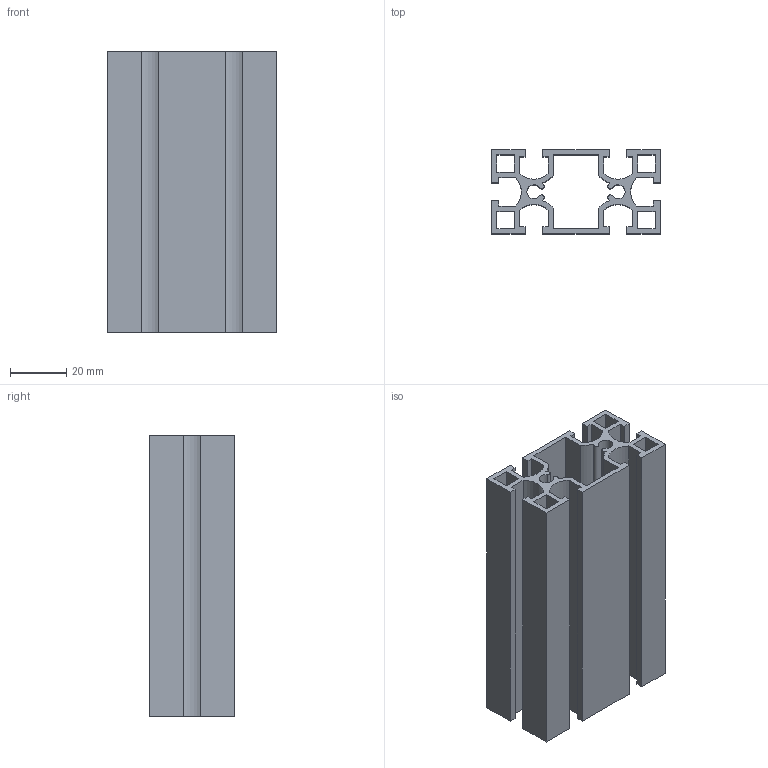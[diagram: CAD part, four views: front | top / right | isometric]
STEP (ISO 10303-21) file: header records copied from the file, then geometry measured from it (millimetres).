
FILE_DESCRIPTION((''),'2;1');
FILE_NAME('AGF3060-6.stp','2009-09-01T14:17:47',('Administrator'),(''),'Autodesk Inventor 2008','Autodesk Inventor 2008','');
FILE_SCHEMA(('AUTOMOTIVE_DESIGN { 1 0 10303 214 1 1 1 1 }'));
Length unit declared in the file: millimetre
Products named in the file (1): AGF3060-6
Bounding box: 60 x 30 x 100 mm (x, y, z)
Volume: 56349.6 mm3; surface area: 56815.7 mm2
Topology: 1 solids, 1 shells, 90 faces, 264 edges, 176 vertices
Faces by surface type: plane 70, cylinder 20
Entity records: 3014 total; most frequent: CARTESIAN_POINT 531, ORIENTED_EDGE 528, DIRECTION 486, EDGE_CURVE 264, VECTOR 224, LINE 224, VERTEX_POINT 176, AXIS2_PLACEMENT_3D 131
